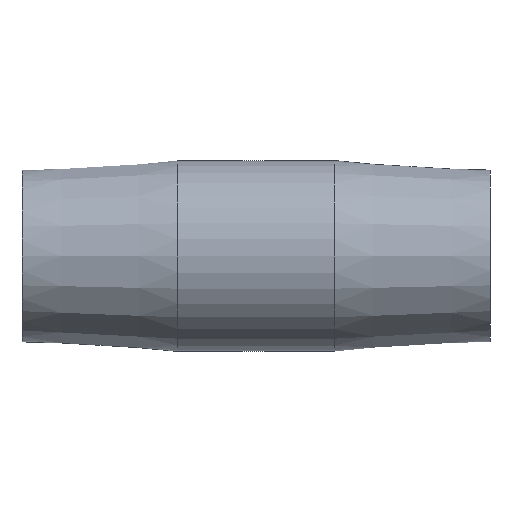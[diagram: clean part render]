
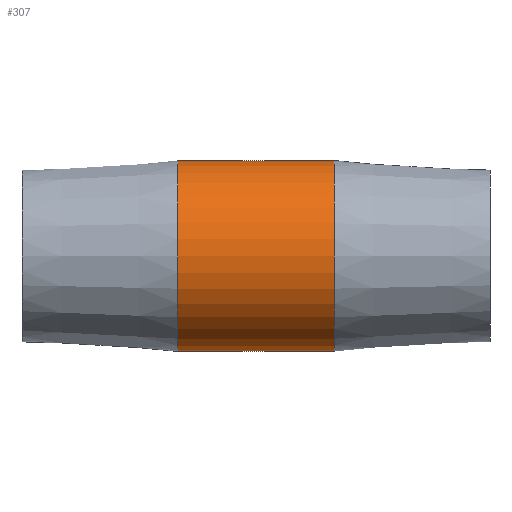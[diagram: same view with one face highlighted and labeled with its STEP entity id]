
A CAD part, front view. The second image highlights one B-rep face of the part: STEP entity #307.
In plain terms, the highlighted cylindrical face has radius 15.5 mm (diameter 31 mm), a full revolution.
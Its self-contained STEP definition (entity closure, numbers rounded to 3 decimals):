
#33=FACE_BOUND('',#112,.T.);
#55=CYLINDRICAL_SURFACE('',#347,15.5);
#73=FACE_OUTER_BOUND('',#111,.T.);
#111=EDGE_LOOP('',(#249));
#112=EDGE_LOOP('',(#250));
#155=CIRCLE('',#348,15.5);
#156=CIRCLE('',#349,15.5);
#183=VERTEX_POINT('',#601);
#184=VERTEX_POINT('',#603);
#211=EDGE_CURVE('',#183,#183,#155,.T.);
#212=EDGE_CURVE('',#184,#184,#156,.T.);
#249=ORIENTED_EDGE('',*,*,#211,.F.);
#250=ORIENTED_EDGE('',*,*,#212,.T.);
#307=ADVANCED_FACE('',(#73,#33),#55,.T.);
#347=AXIS2_PLACEMENT_3D('',#600,#425,#426);
#348=AXIS2_PLACEMENT_3D('',#602,#427,#428);
#349=AXIS2_PLACEMENT_3D('',#604,#429,#430);
#425=DIRECTION('center_axis',(1.,0.,0.));
#426=DIRECTION('ref_axis',(0.,1.,0.));
#427=DIRECTION('center_axis',(1.,0.,0.));
#428=DIRECTION('ref_axis',(0.,0.,-1.));
#429=DIRECTION('center_axis',(1.,0.,0.));
#430=DIRECTION('ref_axis',(0.,0.,-1.));
#600=CARTESIAN_POINT('Origin',(0.,0.,0.));
#601=CARTESIAN_POINT('',(12.667,15.5,0.));
#602=CARTESIAN_POINT('Origin',(12.667,0.,0.));
#603=CARTESIAN_POINT('',(-12.667,15.5,0.));
#604=CARTESIAN_POINT('Origin',(-12.667,0.,0.));
